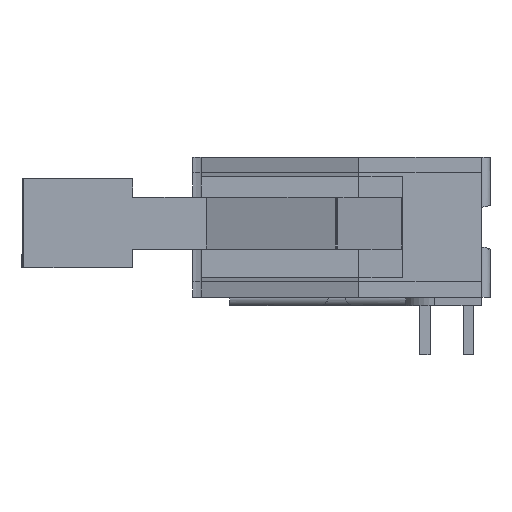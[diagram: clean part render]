
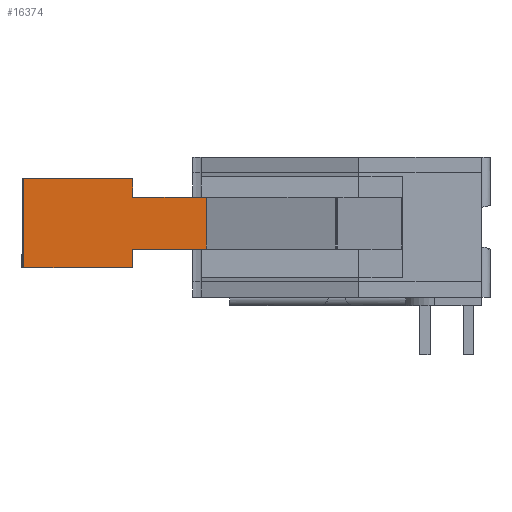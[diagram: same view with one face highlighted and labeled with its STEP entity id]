
A CAD part, left-side view. The second image highlights one B-rep face of the part: STEP entity #16374.
In plain terms, the highlighted planar face has unit normal (-1, 0, 0).
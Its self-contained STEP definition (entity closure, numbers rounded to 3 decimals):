
#1981=LINE($,#26571,#4022);
#1987=LINE($,#26590,#4028);
#1988=LINE($,#26598,#4029);
#4022=VECTOR($,#21758,4.281);
#4028=VECTOR($,#21774,4.281);
#4029=VECTOR($,#21775,5.182);
#5109=PLANE($,#17688);
#6249=FACE_OUTER_BOUND($,#7291,.T.);
#7291=EDGE_LOOP($,(#15132,#15133,#15134,#15135,#15136,#15137,#15138,#15139));
#7354=B_SPLINE_CURVE_WITH_KNOTS($,1,(#26592,#26593),.UNSPECIFIED.,.F.,.F.,
(2,2),(0.,1.),.UNSPECIFIED.);
#7355=B_SPLINE_CURVE_WITH_KNOTS($,1,(#26595,#26596),.UNSPECIFIED.,.F.,.F.,
(2,2),(0.,0.973),.UNSPECIFIED.);
#7356=B_SPLINE_CURVE_WITH_KNOTS($,1,(#26600,#26601),.UNSPECIFIED.,.F.,.F.,
(2,2),(0.027,1.),.UNSPECIFIED.);
#7357=B_SPLINE_CURVE_WITH_KNOTS($,1,(#26602,#26603),.UNSPECIFIED.,.F.,.F.,
(2,2),(0.,1.),.UNSPECIFIED.);
#7358=B_SPLINE_CURVE_WITH_KNOTS($,1,(#26604,#26605),.UNSPECIFIED.,.F.,.F.,
(2,2),(0.,1.),.UNSPECIFIED.);
#8764=VERTEX_POINT($,#26569);
#8765=VERTEX_POINT($,#26570);
#8772=VERTEX_POINT($,#26588);
#8773=VERTEX_POINT($,#26589);
#8774=VERTEX_POINT($,#26591);
#8775=VERTEX_POINT($,#26594);
#8776=VERTEX_POINT($,#26597);
#8777=VERTEX_POINT($,#26599);
#10896=EDGE_CURVE($,#8764,#8765,#1981,.T.);
#10906=EDGE_CURVE($,#8772,#8773,#1987,.T.);
#10907=EDGE_CURVE($,#8773,#8774,#7354,.T.);
#10908=EDGE_CURVE($,#8774,#8775,#7355,.T.);
#10909=EDGE_CURVE($,#8775,#8776,#1988,.T.);
#10910=EDGE_CURVE($,#8776,#8777,#7356,.T.);
#10911=EDGE_CURVE($,#8765,#8777,#7357,.T.);
#10912=EDGE_CURVE($,#8764,#8772,#7358,.T.);
#15132=ORIENTED_EDGE($,*,*,#10906,.T.);
#15133=ORIENTED_EDGE($,*,*,#10907,.T.);
#15134=ORIENTED_EDGE($,*,*,#10908,.T.);
#15135=ORIENTED_EDGE($,*,*,#10909,.T.);
#15136=ORIENTED_EDGE($,*,*,#10910,.T.);
#15137=ORIENTED_EDGE($,*,*,#10911,.F.);
#15138=ORIENTED_EDGE($,*,*,#10896,.F.);
#15139=ORIENTED_EDGE($,*,*,#10912,.T.);
#16374=ADVANCED_FACE($,(#6249),#5109,.T.);
#17688=AXIS2_PLACEMENT_3D($,#26587,#21772,#21773);
#21758=DIRECTION($,(0.,1.,0.));
#21772=DIRECTION('center_axis',(-1.,0.,0.));
#21773=DIRECTION('ref_axis',(0.,-1.,0.));
#21774=DIRECTION($,(0.,1.,0.));
#21775=DIRECTION($,(0.,0.,-1.));
#26569=CARTESIAN_POINT('',(-37.389,13.953,3.302));
#26570=CARTESIAN_POINT('',(-37.389,18.235,3.302));
#26571=CARTESIAN_POINT($,(-37.389,13.953,3.302));
#26587=CARTESIAN_POINT('Origin',(-37.389,12.953,1.21));
#26588=CARTESIAN_POINT('',(-37.389,13.953,6.299));
#26589=CARTESIAN_POINT('',(-37.389,18.235,6.299));
#26590=CARTESIAN_POINT($,(-37.389,13.953,6.299));
#26591=CARTESIAN_POINT('',(-37.389,18.235,7.391));
#26592=CARTESIAN_POINT('Ctrl Pts',(-37.389,18.235,6.299));
#26593=CARTESIAN_POINT('Ctrl Pts',(-37.389,18.235,7.391));
#26594=CARTESIAN_POINT('',(-37.389,24.561,7.391));
#26595=CARTESIAN_POINT('Ctrl Pts',(-37.389,18.235,7.391));
#26596=CARTESIAN_POINT('Ctrl Pts',(-37.389,24.561,7.391));
#26597=CARTESIAN_POINT('',(-37.389,24.561,2.21));
#26598=CARTESIAN_POINT($,(-37.389,24.561,7.391));
#26599=CARTESIAN_POINT('',(-37.389,18.235,2.21));
#26600=CARTESIAN_POINT('Ctrl Pts',(-37.389,24.561,2.21));
#26601=CARTESIAN_POINT('Ctrl Pts',(-37.389,18.235,2.21));
#26602=CARTESIAN_POINT('Ctrl Pts',(-37.389,18.235,3.302));
#26603=CARTESIAN_POINT('Ctrl Pts',(-37.389,18.235,2.21));
#26604=CARTESIAN_POINT('Ctrl Pts',(-37.389,13.953,3.302));
#26605=CARTESIAN_POINT('Ctrl Pts',(-37.389,13.953,6.299));
